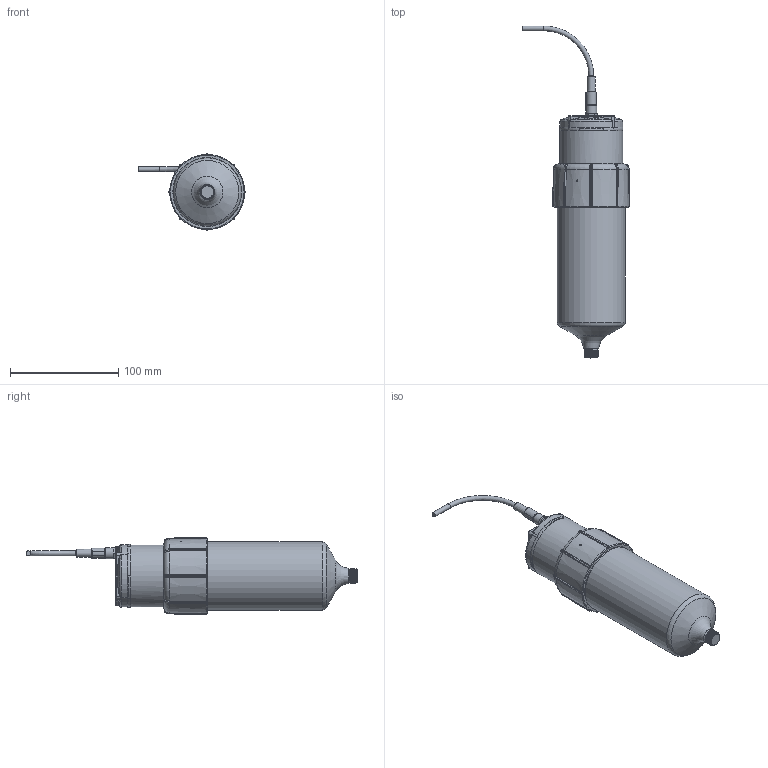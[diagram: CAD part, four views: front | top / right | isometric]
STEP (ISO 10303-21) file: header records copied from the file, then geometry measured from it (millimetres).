
FILE_DESCRIPTION(/* description */ (''),/* implementation_level */ '2;1');
FILE_NAME(/* name */ 'perma_STAR_CONTROL_Antrieb_Gen_2_0_L250_Rev_A.stp',/* time_stamp */ '2014-07-29T10:40:21+02:00',/* author */ ('002180'),/* organization */ (''),/* preprocessor_version */ 'ST-DEVELOPER v15.6',/* originating_system */ 'Autodesk Inventor 2015',/* authorisation */ '');
FILE_SCHEMA (('AUTOMOTIVE_DESIGN { 1 0 10303 214 3 1 1 }'));
Length unit declared in the file: millimetre
Products named in the file (1): STAR CONTROL mit STAR LC L250_für Step
Bounding box: 99.77 x 307.35 x 71.54 mm (x, y, z)
Volume: 629551 mm3; surface area: 48717 mm2
Topology: 1 solids, 1 shells, 273 faces, 688 edges, 422 vertices
Faces by surface type: bspline 72, plane 66, cylinder 59, cone 44, torus 26, sphere 6
Full cylindrical faces by diameter (mm): 1.5 x1, 4.4 x2, 6.9 x1, 10 x1, 58.1 x1, 63 x1
Entity records: 13543 total; most frequent: CARTESIAN_POINT 7365, ORIENTED_EDGE 1312, DIRECTION 1055, EDGE_CURVE 656, AXIS2_PLACEMENT_3D 438, VERTEX_POINT 412, EDGE_LOOP 300, FACE_OUTER_BOUND 273
